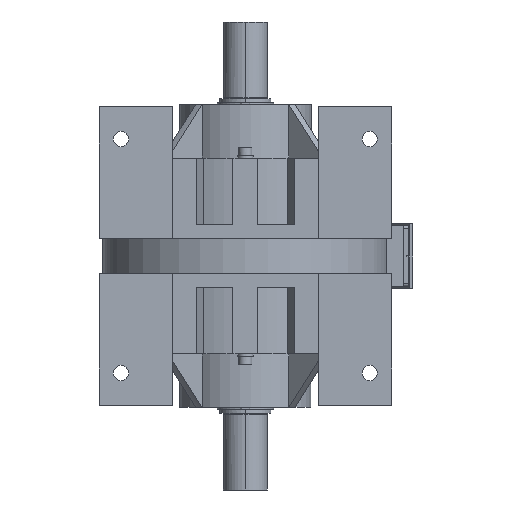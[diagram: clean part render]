
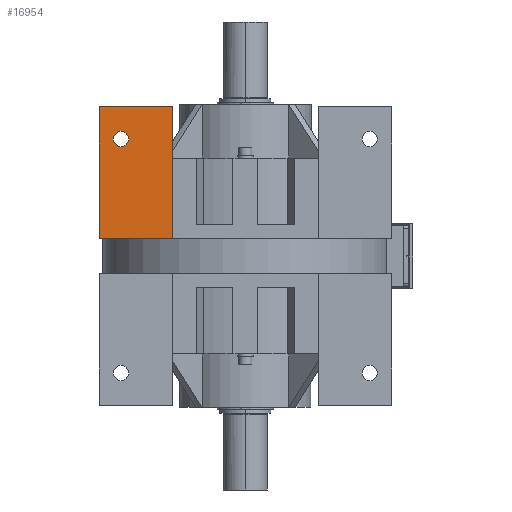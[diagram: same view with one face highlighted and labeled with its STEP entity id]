
A CAD part, front view. The second image highlights one B-rep face of the part: STEP entity #16954.
In plain terms, the highlighted planar face has unit normal (0, -1, 0).
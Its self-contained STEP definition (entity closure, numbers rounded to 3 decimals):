
#2052 = CARTESIAN_POINT ( 'NONE',  ( -100., -200., 22. ) ) ;
#2107 = CARTESIAN_POINT ( 'NONE',  ( -100., -200., 202. ) ) ;
#2109 = DIRECTION ( 'NONE',  ( 0., 0., -1. ) ) ;
#2110 = VECTOR ( 'NONE', #2109, 1000. ) ;
#2111 = CARTESIAN_POINT ( 'NONE',  ( -100., -200., 46. ) ) ;
#2112 = LINE ( 'NONE', #2111, #2110 ) ;
#2331 = CARTESIAN_POINT ( 'NONE',  ( -200., -200., 202. ) ) ;
#2341 = DIRECTION ( 'NONE',  ( -1., 0., 0. ) ) ;
#2342 = VECTOR ( 'NONE', #2341, 1000. ) ;
#2343 = CARTESIAN_POINT ( 'NONE',  ( -2.5, -200., 22. ) ) ;
#2344 = LINE ( 'NONE', #2343, #2342 ) ;
#2345 = DIRECTION ( 'NONE',  ( -1., 0., 0. ) ) ;
#2346 = VECTOR ( 'NONE', #2345, 1000. ) ;
#2347 = CARTESIAN_POINT ( 'NONE',  ( -200., -200., 202. ) ) ;
#2348 = LINE ( 'NONE', #2347, #2346 ) ;
#2349 = DIRECTION ( 'NONE',  ( 0., 0., 1. ) ) ;
#2350 = DIRECTION ( 'NONE',  ( 0., 1., 0. ) ) ;
#2351 = CARTESIAN_POINT ( 'NONE',  ( -170., -200., 158. ) ) ;
#2352 = AXIS2_PLACEMENT_3D ( 'NONE', #2351, #2350, #2349 ) ;
#2353 = CIRCLE ( 'NONE', #2352, 10.5 ) ;
#2382 = DIRECTION ( 'NONE',  ( 0., 0., 1. ) ) ;
#2383 = DIRECTION ( 'NONE',  ( 0., -1., 0. ) ) ;
#2384 = CARTESIAN_POINT ( 'NONE',  ( -2.5, -200., 46. ) ) ;
#2385 = AXIS2_PLACEMENT_3D ( 'NONE', #2384, #2383, #2382 ) ;
#2387 = PLANE ( 'NONE',  #2385 ) ;
#2388 = FACE_OUTER_BOUND ( 'NONE', #16933, .T. ) ;
#2389 = FACE_BOUND ( 'NONE', #17001, .T. ) ;
#2416 = CARTESIAN_POINT ( 'NONE',  ( -200., -200., 22. ) ) ;
#2453 = DIRECTION ( 'NONE',  ( 0., 0., -1. ) ) ;
#2454 = VECTOR ( 'NONE', #2453, 1000. ) ;
#2455 = CARTESIAN_POINT ( 'NONE',  ( -200., -200., 46. ) ) ;
#2456 = LINE ( 'NONE', #2455, #2454 ) ;
#7215 = CARTESIAN_POINT ( 'NONE',  ( -170., -200., 168.5 ) ) ;
#7239 = CARTESIAN_POINT ( 'NONE',  ( -170., -200., 147.5 ) ) ;
#7290 = DIRECTION ( 'NONE',  ( 0., 0., 1. ) ) ;
#7291 = DIRECTION ( 'NONE',  ( 0., 1., 0. ) ) ;
#7292 = CARTESIAN_POINT ( 'NONE',  ( -170., -200., 158. ) ) ;
#7293 = AXIS2_PLACEMENT_3D ( 'NONE', #7292, #7291, #7290 ) ;
#7294 = CIRCLE ( 'NONE', #7293, 10.5 ) ;
#16831 = VERTEX_POINT ( 'NONE', #2052 ) ;
#16839 = EDGE_CURVE ( 'NONE', #16840, #16831, #2112, .T. ) ;
#16840 = VERTEX_POINT ( 'NONE', #2107 ) ;
#16931 = EDGE_CURVE ( 'NONE', #27574, #27555, #2353, .T. ) ;
#16932 = ORIENTED_EDGE ( 'NONE', *, *, #27579, .T. ) ;
#16933 = EDGE_LOOP ( 'NONE', ( #16938, #16935, #16936, #16985 ) ) ;
#16935 = ORIENTED_EDGE ( 'NONE', *, *, #16839, .F. ) ;
#16936 = ORIENTED_EDGE ( 'NONE', *, *, #16937, .T. ) ;
#16937 = EDGE_CURVE ( 'NONE', #16840, #16948, #2348, .T. ) ;
#16938 = ORIENTED_EDGE ( 'NONE', *, *, #16939, .F. ) ;
#16939 = EDGE_CURVE ( 'NONE', #16831, #16982, #2344, .T. ) ;
#16948 = VERTEX_POINT ( 'NONE', #2331 ) ;
#16954 = ADVANCED_FACE ( 'NONE', ( #2389, #2388 ), #2387, .T. ) ;
#16955 = ORIENTED_EDGE ( 'NONE', *, *, #16931, .T. ) ;
#16982 = VERTEX_POINT ( 'NONE', #2416 ) ;
#16985 = ORIENTED_EDGE ( 'NONE', *, *, #16994, .T. ) ;
#16994 = EDGE_CURVE ( 'NONE', #16948, #16982, #2456, .T. ) ;
#17001 = EDGE_LOOP ( 'NONE', ( #16955, #16932 ) ) ;
#27555 = VERTEX_POINT ( 'NONE', #7215 ) ;
#27574 = VERTEX_POINT ( 'NONE', #7239 ) ;
#27579 = EDGE_CURVE ( 'NONE', #27555, #27574, #7294, .T. ) ;
